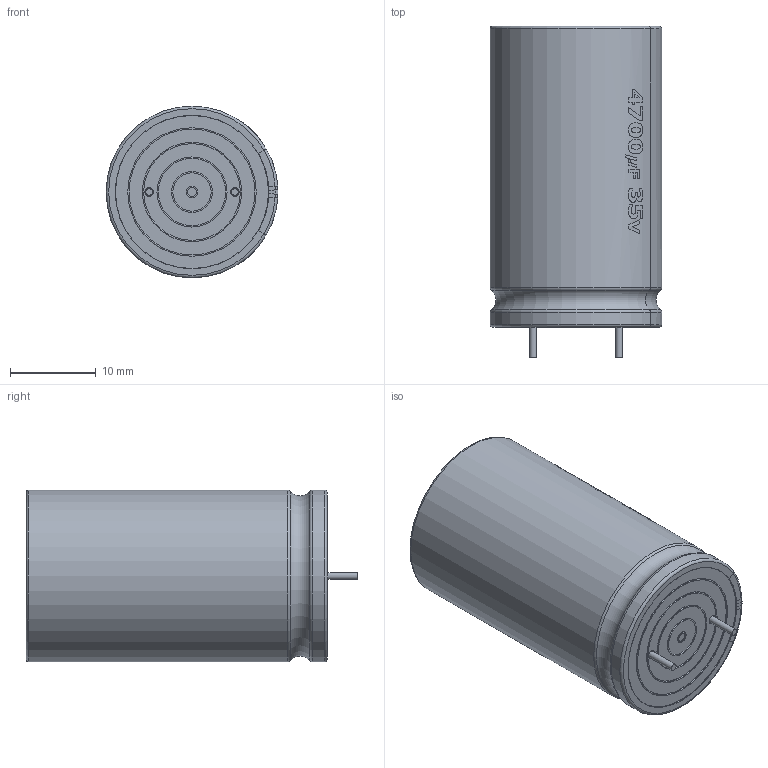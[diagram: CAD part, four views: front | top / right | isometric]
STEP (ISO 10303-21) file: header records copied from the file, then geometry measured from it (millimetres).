
FILE_DESCRIPTION(/* description */ (''),/* implementation_level */ '2;1');
FILE_NAME(/* name */ '4700uF 35V Electr -20x35 -P.diameter 10mm .stp',/* time_stamp */ '2022-03-11T22:42:25+01:00',/* author */ ('JOSE LUIS'),/* organization */ (''),/* preprocessor_version */ 'ST-DEVELOPER v18',/* originating_system */ 'Autodesk Inventor 2020',/* authorisation */ '');
FILE_SCHEMA (('AUTOMOTIVE_DESIGN { 1 0 10303 214 3 1 1 }'));
Length unit declared in the file: millimetre
Products named in the file (1): 4700uF 35V Electr -20x35 -P.diameter 10mm 
Bounding box: 20 x 38.57 x 20 mm (x, y, z)
Volume: 10874.9 mm3; surface area: 2882.4 mm2
Topology: 3 solids, 3 shells, 121 faces, 507 edges, 421 vertices
Faces by surface type: cylinder 58, plane 38, torus 25
Full cylindrical faces by diameter (mm): 0.8 x2, 1 x2, 1.05 x1, 1.35 x1, 4.45 x1, 4.75 x1, 7.85 x1, 8.15 x1, 11.25 x1, 11.55 x1, 14.65 x1, 14.95 x1, 17.8 x2
Entity records: 6535 total; most frequent: CARTESIAN_POINT 1941, ORIENTED_EDGE 1014, DIRECTION 865, EDGE_CURVE 507, VERTEX_POINT 421, AXIS2_PLACEMENT_3D 357, CIRCLE 231, EDGE_LOOP 154
